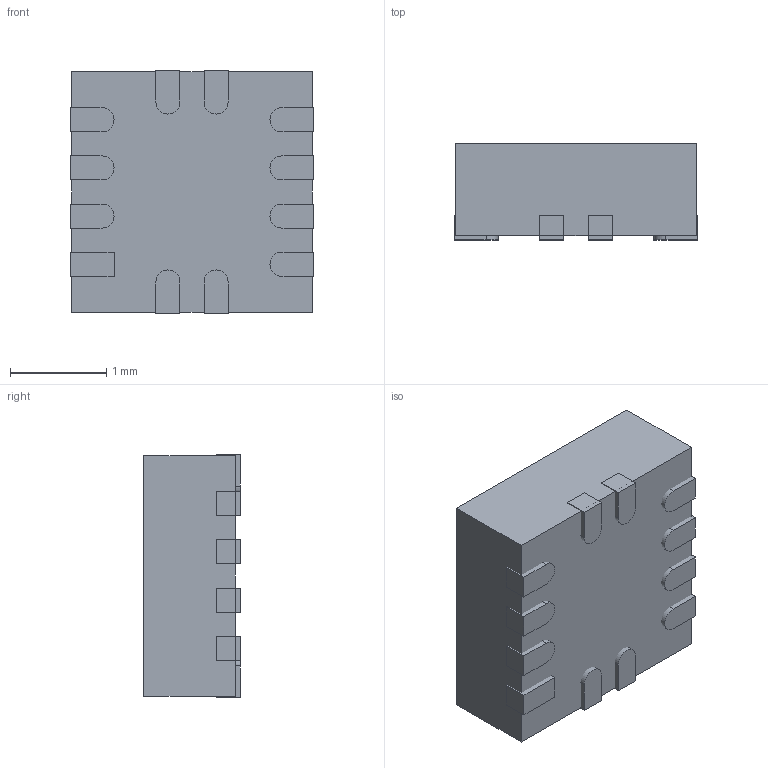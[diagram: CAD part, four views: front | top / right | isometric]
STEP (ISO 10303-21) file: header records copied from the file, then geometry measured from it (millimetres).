
FILE_DESCRIPTION (( 'STEP AP214' ), '1' );
FILE_NAME ('User Library-VQFN-12.STEP', '2020-07-10T07:16:19', ( '' ), ( '' ), 'SwSTEP 2.0', 'SolidWorks 2020', '' );
FILE_SCHEMA (( 'AUTOMOTIVE_DESIGN' ));
Length unit declared in the file: millimetre
Products named in the file (1): User Library-VQFN-12
Bounding box: 2.52 x 1 x 2.52 mm (x, y, z)
Volume: 6.2 mm3; surface area: 29.1 mm2
Topology: 13 solids, 13 shells, 160 faces, 375 edges, 250 vertices
Faces by surface type: plane 118, bspline 27, cylinder 15
Entity records: 7761 total; most frequent: CARTESIAN_POINT 2325, ORIENTED_EDGE 750, DIRECTION 619, EDGE_CURVE 375, LINE 291, VECTOR 291, VERTEX_POINT 250, UNCERTAINTY_MEASURE_WITH_UNIT 175
